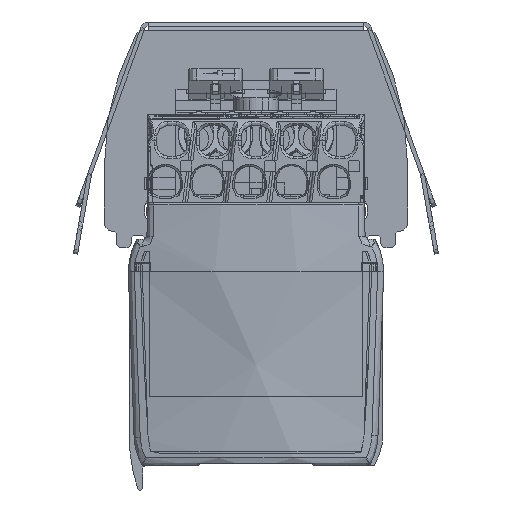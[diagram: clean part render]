
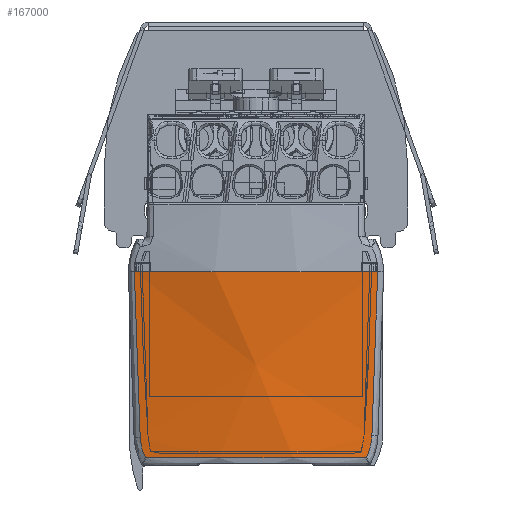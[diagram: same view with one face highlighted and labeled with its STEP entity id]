
A CAD part, front view. The second image highlights one B-rep face of the part: STEP entity #167000.
In plain terms, the highlighted conical face has half-angle 2 degrees and reference radius 59 mm.
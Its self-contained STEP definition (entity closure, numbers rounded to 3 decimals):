
#117=CONICAL_SURFACE('',#178467,59.,0.035);
#2214=B_SPLINE_CURVE_WITH_KNOTS('',3,(#303161,#303162,#303163,#303164,#303165,
#303166,#303167,#303168,#303169,#303170,#303171,#303172,#303173,#303174,
#303175,#303176,#303177,#303178,#303179,#303180,#303181,#303182,#303183,
#303184,#303185,#303186,#303187,#303188,#303189,#303190,#303191),
 .UNSPECIFIED.,.F.,.F.,(4,3,3,3,3,3,3,3,3,3,4),(0.,0.147,0.291,
0.434,0.476,0.5,0.637,0.774,
0.911,0.948,1.),.UNSPECIFIED.);
#2215=B_SPLINE_CURVE_WITH_KNOTS('',3,(#303192,#303193,#303194,#303195),
 .UNSPECIFIED.,.F.,.F.,(4,4),(0.,1.),.UNSPECIFIED.);
#2216=B_SPLINE_CURVE_WITH_KNOTS('',3,(#303197,#303198,#303199,#303200),
 .UNSPECIFIED.,.F.,.F.,(4,4),(0.,1.),.UNSPECIFIED.);
#2217=B_SPLINE_CURVE_WITH_KNOTS('',3,(#303202,#303203,#303204,#303205,#303206,
#303207),.UNSPECIFIED.,.F.,.F.,(4,2,4),(0.,0.5,1.),.UNSPECIFIED.);
#11454=FACE_OUTER_BOUND('',#20027,.T.);
#20027=EDGE_LOOP('',(#131152,#131153,#131154,#131155,#131156,#131157));
#25541=CIRCLE('',#178091,59.);
#25683=CIRCLE('',#178468,58.196);
#71426=VERTEX_POINT('',#300001);
#71427=VERTEX_POINT('',#300016);
#72053=VERTEX_POINT('',#303159);
#72054=VERTEX_POINT('',#303160);
#72055=VERTEX_POINT('',#303196);
#72056=VERTEX_POINT('',#303201);
#91989=EDGE_CURVE('',#71426,#71427,#25541,.T.);
#92834=EDGE_CURVE('',#72053,#72054,#2214,.T.);
#92835=EDGE_CURVE('',#72054,#71427,#2215,.T.);
#92836=EDGE_CURVE('',#71426,#72055,#2216,.T.);
#92837=EDGE_CURVE('',#72055,#72056,#2217,.T.);
#92838=EDGE_CURVE('',#72056,#72053,#25683,.T.);
#131152=ORIENTED_EDGE('',*,*,#92834,.T.);
#131153=ORIENTED_EDGE('',*,*,#92835,.T.);
#131154=ORIENTED_EDGE('',*,*,#91989,.F.);
#131155=ORIENTED_EDGE('',*,*,#92836,.T.);
#131156=ORIENTED_EDGE('',*,*,#92837,.T.);
#131157=ORIENTED_EDGE('',*,*,#92838,.T.);
#167000=ADVANCED_FACE('',(#11454),#117,.T.);
#178091=AXIS2_PLACEMENT_3D('',#300017,#210068,#210069);
#178467=AXIS2_PLACEMENT_3D('',#303158,#211422,#211423);
#178468=AXIS2_PLACEMENT_3D('',#303208,#211424,#211425);
#210068=DIRECTION('center_axis',(0.,0.,1.));
#210069=DIRECTION('ref_axis',(0.,-1.,0.));
#211422=DIRECTION('center_axis',(0.,0.,1.));
#211423=DIRECTION('ref_axis',(0.,-1.,0.));
#211424=DIRECTION('center_axis',(0.,0.,1.));
#211425=DIRECTION('ref_axis',(-1.,0.,0.));
#300001=CARTESIAN_POINT('',(-15.055,-693.925,-8.5));
#300016=CARTESIAN_POINT('',(15.055,-693.925,-8.5));
#300017=CARTESIAN_POINT('Origin',(0.,-636.878,-8.5));
#303158=CARTESIAN_POINT('Origin',(0.,-636.878,-8.5));
#303159=CARTESIAN_POINT('',(13.656,-693.449,-31.535));
#303160=CARTESIAN_POINT('',(14.338,-693.379,-28.779));
#303161=CARTESIAN_POINT('Ctrl Pts',(13.656,-693.449,
-31.535));
#303162=CARTESIAN_POINT('Ctrl Pts',(13.717,-693.438,-31.408));
#303163=CARTESIAN_POINT('Ctrl Pts',(13.774,-693.429,
-31.28));
#303164=CARTESIAN_POINT('Ctrl Pts',(13.827,-693.421,
-31.15));
#303165=CARTESIAN_POINT('Ctrl Pts',(13.879,-693.413,
-31.023));
#303166=CARTESIAN_POINT('Ctrl Pts',(13.927,-693.405,
-30.895));
#303167=CARTESIAN_POINT('Ctrl Pts',(13.972,-693.399,
-30.765));
#303168=CARTESIAN_POINT('Ctrl Pts',(14.016,-693.393,
-30.636));
#303169=CARTESIAN_POINT('Ctrl Pts',(14.056,-693.387,
-30.505));
#303170=CARTESIAN_POINT('Ctrl Pts',(14.093,-693.383,-30.373));
#303171=CARTESIAN_POINT('Ctrl Pts',(14.103,-693.382,
-30.334));
#303172=CARTESIAN_POINT('Ctrl Pts',(14.114,-693.381,
-30.295));
#303173=CARTESIAN_POINT('Ctrl Pts',(14.124,-693.379,
-30.256));
#303174=CARTESIAN_POINT('Ctrl Pts',(14.13,-693.379,
-30.234));
#303175=CARTESIAN_POINT('Ctrl Pts',(14.135,-693.378,
-30.212));
#303176=CARTESIAN_POINT('Ctrl Pts',(14.141,-693.378,
-30.19));
#303177=CARTESIAN_POINT('Ctrl Pts',(14.172,-693.374,
-30.063));
#303178=CARTESIAN_POINT('Ctrl Pts',(14.2,-693.372,
-29.935));
#303179=CARTESIAN_POINT('Ctrl Pts',(14.224,-693.371,
-29.807));
#303180=CARTESIAN_POINT('Ctrl Pts',(14.248,-693.369,
-29.679));
#303181=CARTESIAN_POINT('Ctrl Pts',(14.269,-693.369,-29.55));
#303182=CARTESIAN_POINT('Ctrl Pts',(14.285,-693.369,
-29.42));
#303183=CARTESIAN_POINT('Ctrl Pts',(14.302,-693.369,
-29.291));
#303184=CARTESIAN_POINT('Ctrl Pts',(14.315,-693.371,
-29.162));
#303185=CARTESIAN_POINT('Ctrl Pts',(14.325,-693.373,-29.032));
#303186=CARTESIAN_POINT('Ctrl Pts',(14.327,-693.374,
-28.997));
#303187=CARTESIAN_POINT('Ctrl Pts',(14.329,-693.374,
-28.961));
#303188=CARTESIAN_POINT('Ctrl Pts',(14.331,-693.375,
-28.926));
#303189=CARTESIAN_POINT('Ctrl Pts',(14.334,-693.376,-28.877));
#303190=CARTESIAN_POINT('Ctrl Pts',(14.337,-693.377,
-28.828));
#303191=CARTESIAN_POINT('Ctrl Pts',(14.338,-693.379,
-28.779));
#303192=CARTESIAN_POINT('Ctrl Pts',(14.338,-693.379,
-28.779));
#303193=CARTESIAN_POINT('Ctrl Pts',(14.576,-693.56,
-22.062));
#303194=CARTESIAN_POINT('Ctrl Pts',(14.815,-693.742,
-15.302));
#303195=CARTESIAN_POINT('Ctrl Pts',(15.055,-693.925,
-8.5));
#303196=CARTESIAN_POINT('',(-14.329,-693.372,-29.04));
#303197=CARTESIAN_POINT('Ctrl Pts',(-15.055,-693.925,
-8.5));
#303198=CARTESIAN_POINT('Ctrl Pts',(-14.812,-693.74,
-15.39));
#303199=CARTESIAN_POINT('Ctrl Pts',(-14.57,-693.556,
-22.237));
#303200=CARTESIAN_POINT('Ctrl Pts',(-14.329,-693.372,
-29.04));
#303201=CARTESIAN_POINT('',(-13.661,-693.447,-31.535));
#303202=CARTESIAN_POINT('Ctrl Pts',(-14.329,-693.372,
-29.04));
#303203=CARTESIAN_POINT('Ctrl Pts',(-14.297,-693.364,
-29.472));
#303204=CARTESIAN_POINT('Ctrl Pts',(-14.226,-693.367,
-29.896));
#303205=CARTESIAN_POINT('Ctrl Pts',(-14.001,-693.393,-30.736));
#303206=CARTESIAN_POINT('Ctrl Pts',(-13.85,-693.416,
-31.142));
#303207=CARTESIAN_POINT('Ctrl Pts',(-13.661,-693.447,
-31.535));
#303208=CARTESIAN_POINT('Origin',(0.,-636.878,-31.535));
